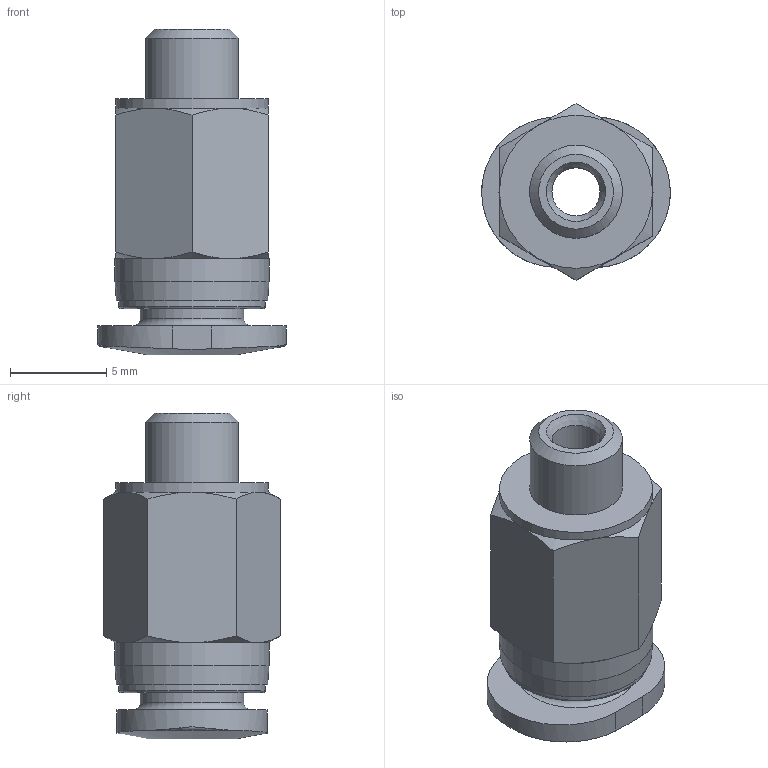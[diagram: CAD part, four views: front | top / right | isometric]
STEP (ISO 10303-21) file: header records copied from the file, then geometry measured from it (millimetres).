
FILE_DESCRIPTION(/* description */ ('STEP AP214'),/* implementation_level */ '2;1');
FILE_NAME(/* name */ '572303_QBM-10-32-UNF-5_32-U',/* time_stamp */ '2024-09-14T03:26:35+02:00',/* author */ ('License CC BY-ND 4.0'),/* organization */ ('CADENAS'),/* preprocessor_version */ 'ST-DEVELOPER v19.3',/* originating_system */ 'PARTsolutions',/* authorisation */ ' ');
FILE_SCHEMA (('AUTOMOTIVE_DESIGN {1 0 10303 214 3 1 1}'));
Length unit declared in the file: millimetre
Products named in the file (1): 572303 QBM-10-32-UNF-5/32-U
Bounding box: 9.8 x 9.17 x 16.9 mm (x, y, z)
Volume: 576 mm3; surface area: 744.6 mm2
Topology: 1 solids, 1 shells, 45 faces, 96 edges, 58 vertices
Faces by surface type: cone 16, plane 15, cylinder 9, torus 5
Full cylindrical faces by diameter (mm): 2.5 x1, 3.969 x1, 4.826 x1, 5.369 x1, 7.6 x1, 7.94 x1, 8 x1
Entity records: 1499 total; most frequent: CARTESIAN_POINT 286, DIRECTION 174, ORIENTED_EDGE 162, EDGE_CURVE 81, AXIS2_PLACEMENT_3D 81, EDGE_LOOP 66, FACE_BOUND 66, VERTEX_POINT 57
